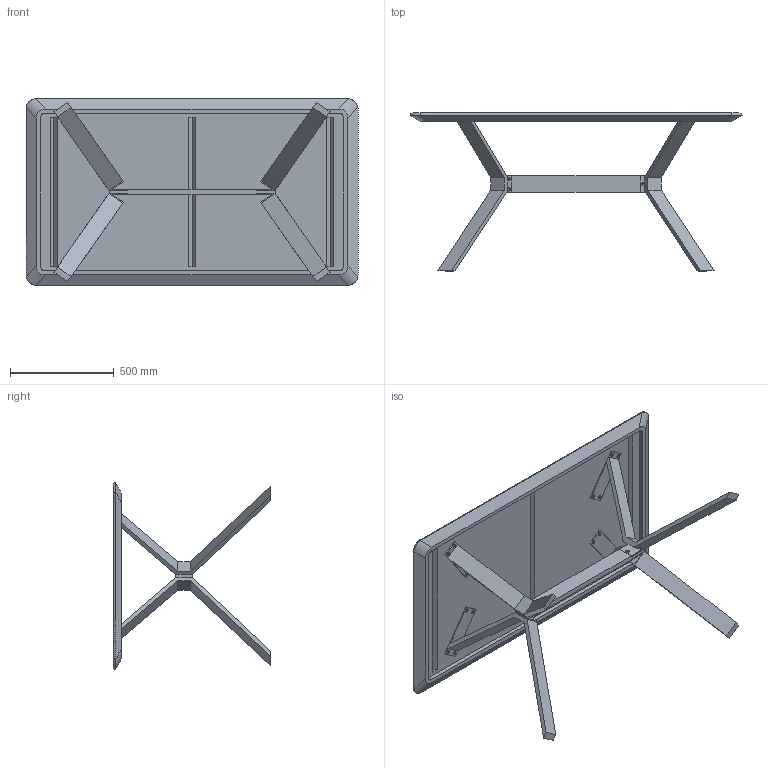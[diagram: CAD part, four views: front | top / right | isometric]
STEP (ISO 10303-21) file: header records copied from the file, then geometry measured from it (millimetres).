
FILE_DESCRIPTION (( 'STEP AP203' ), '1' );
FILE_NAME ('0. X - 160x90x76 - sklop.STEP', '2023-11-23T12:43:28', ( '' ), ( '' ), 'SwSTEP 2.0', 'SolidWorks 2023', '' );
FILE_SCHEMA (( 'CONFIG_CONTROL_DESIGN' ));
Length unit declared in the file: millimetre
Products named in the file (1): 0. X - 160x90x76 - sklop
Bounding box: 1600 x 760 x 900 mm (x, y, z)
Volume: 39950204.1 mm3; surface area: 4314327.3 mm2
Topology: 6 solids, 6 shells, 293 faces, 705 edges, 450 vertices
Faces by surface type: plane 135, cylinder 110, cone 44, torus 4
Entity records: 8738 total; most frequent: CARTESIAN_POINT 1561, DIRECTION 1533, ORIENTED_EDGE 1410, EDGE_CURVE 705, AXIS2_PLACEMENT_3D 550, VERTEX_POINT 450, LINE 433, VECTOR 433
